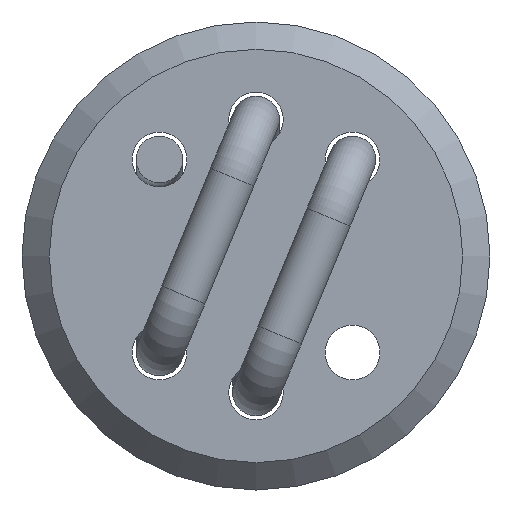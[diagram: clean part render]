
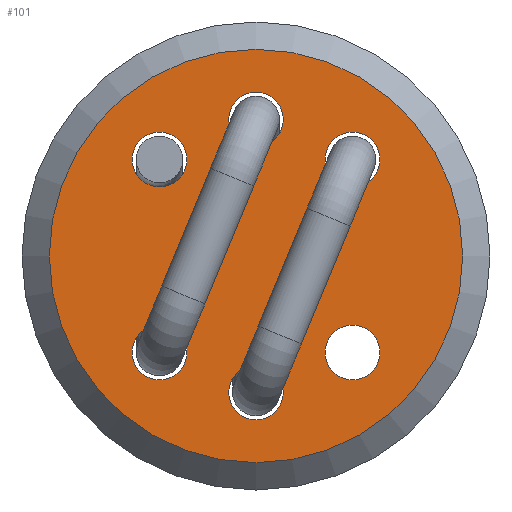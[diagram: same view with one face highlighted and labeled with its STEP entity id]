
A CAD part, left-side view. The second image highlights one B-rep face of the part: STEP entity #101.
In plain terms, the highlighted planar face has unit normal (-1, 0, 0).
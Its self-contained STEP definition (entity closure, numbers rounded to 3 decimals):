
#101 = ADVANCED_FACE( '', ( #218, #219, #220, #221, #222, #223, #224 ), #225, .T. );
#218 = FACE_OUTER_BOUND( '', #359, .T. );
#219 = FACE_BOUND( '', #360, .T. );
#220 = FACE_BOUND( '', #361, .T. );
#221 = FACE_BOUND( '', #362, .T. );
#222 = FACE_BOUND( '', #363, .T. );
#223 = FACE_BOUND( '', #364, .T. );
#224 = FACE_BOUND( '', #365, .T. );
#225 = PLANE( '', #366 );
#359 = EDGE_LOOP( '', ( #526 ) );
#360 = EDGE_LOOP( '', ( #527 ) );
#361 = EDGE_LOOP( '', ( #528 ) );
#362 = EDGE_LOOP( '', ( #529 ) );
#363 = EDGE_LOOP( '', ( #530 ) );
#364 = EDGE_LOOP( '', ( #531 ) );
#365 = EDGE_LOOP( '', ( #532 ) );
#366 = AXIS2_PLACEMENT_3D( '', #533, #534, #535 );
#526 = ORIENTED_EDGE( '', *, *, #638, .T. );
#527 = ORIENTED_EDGE( '', *, *, #647, .T. );
#528 = ORIENTED_EDGE( '', *, *, #605, .F. );
#529 = ORIENTED_EDGE( '', *, *, #631, .F. );
#530 = ORIENTED_EDGE( '', *, *, #648, .T. );
#531 = ORIENTED_EDGE( '', *, *, #645, .F. );
#532 = ORIENTED_EDGE( '', *, *, #649, .T. );
#533 = CARTESIAN_POINT( '', ( -5., 0., 0. ) );
#534 = DIRECTION( '', ( -1., 0., 0. ) );
#535 = DIRECTION( '', ( 0., -1., 0. ) );
#605 = EDGE_CURVE( '', #671, #671, #672, .T. );
#631 = EDGE_CURVE( '', #712, #712, #713, .T. );
#638 = EDGE_CURVE( '', #723, #723, #724, .T. );
#645 = EDGE_CURVE( '', #734, #734, #735, .T. );
#647 = EDGE_CURVE( '', #737, #737, #738, .F. );
#648 = EDGE_CURVE( '', #739, #739, #740, .F. );
#649 = EDGE_CURVE( '', #741, #741, #742, .F. );
#671 = VERTEX_POINT( '', #769 );
#672 = CIRCLE( '', #770, 0.35 );
#712 = VERTEX_POINT( '', #810 );
#713 = CIRCLE( '', #811, 0.35 );
#723 = VERTEX_POINT( '', #821 );
#724 = CIRCLE( '', #822, 2.65 );
#734 = VERTEX_POINT( '', #832 );
#735 = CIRCLE( '', #833, 0.35 );
#737 = VERTEX_POINT( '', #835 );
#738 = CIRCLE( '', #836, 0.35 );
#739 = VERTEX_POINT( '', #837 );
#740 = CIRCLE( '', #838, 0.35 );
#741 = VERTEX_POINT( '', #839 );
#742 = CIRCLE( '', #840, 0.35 );
#769 = CARTESIAN_POINT( '', ( -5., 0.887, 1.237 ) );
#770 = AXIS2_PLACEMENT_3D( '', #867, #868, #869 );
#810 = CARTESIAN_POINT( '', ( -5., -0.35, -1.75 ) );
#811 = AXIS2_PLACEMENT_3D( '', #912, #913, #914 );
#821 = CARTESIAN_POINT( '', ( -5., -2.65, 0. ) );
#822 = AXIS2_PLACEMENT_3D( '', #924, #925, #926 );
#832 = CARTESIAN_POINT( '', ( -5., -1.587, -1.237 ) );
#833 = AXIS2_PLACEMENT_3D( '', #936, #937, #938 );
#835 = CARTESIAN_POINT( '', ( -5., 0.887, -1.237 ) );
#836 = AXIS2_PLACEMENT_3D( '', #939, #940, #941 );
#837 = CARTESIAN_POINT( '', ( -5., -0.35, 1.75 ) );
#838 = AXIS2_PLACEMENT_3D( '', #942, #943, #944 );
#839 = CARTESIAN_POINT( '', ( -5., -1.587, 1.237 ) );
#840 = AXIS2_PLACEMENT_3D( '', #945, #946, #947 );
#867 = CARTESIAN_POINT( '', ( -5., 1.237, 1.237 ) );
#868 = DIRECTION( '', ( -1., 0., 0. ) );
#869 = DIRECTION( '', ( 0., -1., 0. ) );
#912 = CARTESIAN_POINT( '', ( -5., 0., -1.75 ) );
#913 = DIRECTION( '', ( -1., 0., 0. ) );
#914 = DIRECTION( '', ( 0., -1., 0. ) );
#924 = CARTESIAN_POINT( '', ( -5., 0., 0. ) );
#925 = DIRECTION( '', ( -1., 0., 0. ) );
#926 = DIRECTION( '', ( 0., -1., 0. ) );
#936 = CARTESIAN_POINT( '', ( -5., -1.237, -1.237 ) );
#937 = DIRECTION( '', ( -1., 0., 0. ) );
#938 = DIRECTION( '', ( 0., -1., 0. ) );
#939 = CARTESIAN_POINT( '', ( -5., 1.237, -1.237 ) );
#940 = DIRECTION( '', ( -1., 0., 0. ) );
#941 = DIRECTION( '', ( 0., -1., 0. ) );
#942 = CARTESIAN_POINT( '', ( -5., 0., 1.75 ) );
#943 = DIRECTION( '', ( -1., 0., 0. ) );
#944 = DIRECTION( '', ( 0., -1., 0. ) );
#945 = CARTESIAN_POINT( '', ( -5., -1.237, 1.237 ) );
#946 = DIRECTION( '', ( -1., 0., 0. ) );
#947 = DIRECTION( '', ( 0., -1., 0. ) );
